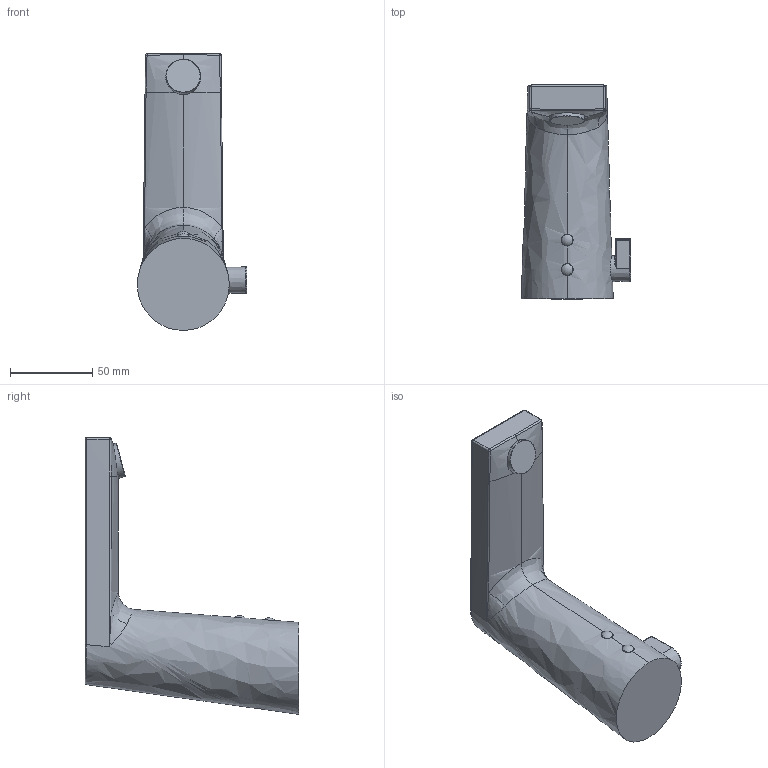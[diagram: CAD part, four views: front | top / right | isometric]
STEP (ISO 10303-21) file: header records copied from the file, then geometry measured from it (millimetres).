
FILE_DESCRIPTION (( 'STEP AP203' ), '1' );
FILE_NAME ('6125F(2016)+57122201+6155F(2016)+57162211.STEP', '2017-03-09T05:56:05', ( '' ), ( '' ), 'SwSTEP 2.0', 'SolidWorks 2016', '' );
FILE_SCHEMA (( 'CONFIG_CONTROL_DESIGN' ));
Length unit declared in the file: millimetre
Products named in the file (1): 6125F(2016)+57122201+6155F(2016)+57162211
Bounding box: 66.63 x 129.97 x 168.48 mm (x, y, z)
Volume: 374104.7 mm3; surface area: 40195.8 mm2
Topology: 3 solids, 3 shells, 74 faces, 162 edges, 94 vertices
Faces by surface type: bspline 38, sphere 11, plane 10, cylinder 6, torus 6, cone 3
Full cylindrical faces by diameter (mm): 21 x1
Entity records: 8097 total; most frequent: CARTESIAN_POINT 6736, ORIENTED_EDGE 302, DIRECTION 193, EDGE_CURVE 151, VERTEX_POINT 90, AXIS2_PLACEMENT_3D 90, B_SPLINE_CURVE_WITH_KNOTS 84, EDGE_LOOP 81
